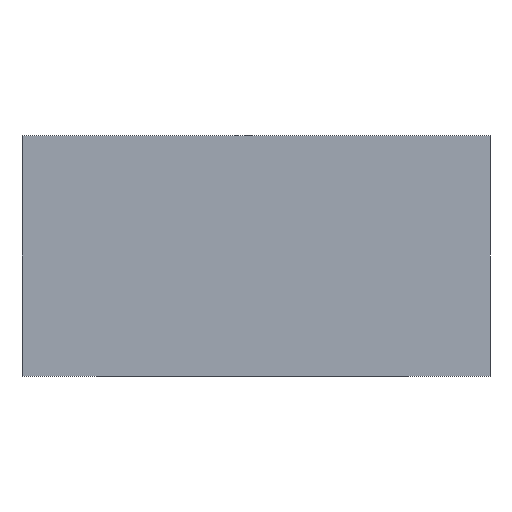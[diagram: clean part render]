
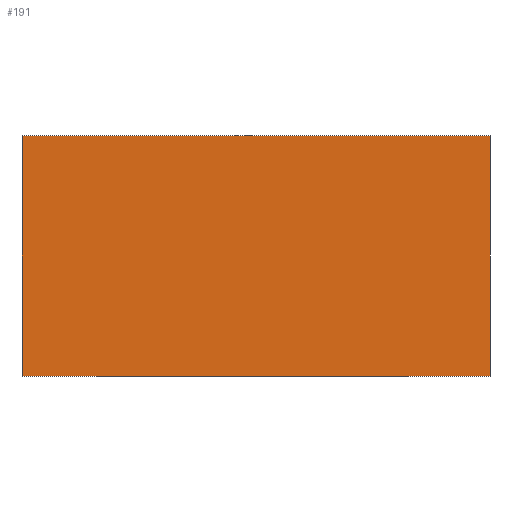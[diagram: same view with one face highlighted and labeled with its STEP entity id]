
A CAD part, left-side view. The second image highlights one B-rep face of the part: STEP entity #191.
In plain terms, the highlighted planar face has unit normal (-1, 0, 0).
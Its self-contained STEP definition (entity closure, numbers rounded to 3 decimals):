
#32=FACE_OUTER_BOUND('',#44,.T.);
#44=EDGE_LOOP('',(#158,#159,#160,#161));
#62=LINE('',#924,#80);
#63=LINE('',#927,#81);
#64=LINE('',#929,#82);
#65=LINE('',#930,#83);
#80=VECTOR('',#252,10.);
#81=VECTOR('',#255,10.);
#82=VECTOR('',#256,10.);
#83=VECTOR('',#257,10.);
#98=VERTEX_POINT('',#920);
#99=VERTEX_POINT('',#922);
#100=VERTEX_POINT('',#926);
#101=VERTEX_POINT('',#928);
#120=EDGE_CURVE('',#98,#99,#62,.T.);
#121=EDGE_CURVE('',#98,#100,#63,.T.);
#122=EDGE_CURVE('',#101,#99,#64,.T.);
#123=EDGE_CURVE('',#100,#101,#65,.T.);
#158=ORIENTED_EDGE('',*,*,#121,.F.);
#159=ORIENTED_EDGE('',*,*,#120,.T.);
#160=ORIENTED_EDGE('',*,*,#122,.F.);
#161=ORIENTED_EDGE('',*,*,#123,.F.);
#179=PLANE('',#218);
#191=ADVANCED_FACE('',(#32),#179,.T.);
#218=AXIS2_PLACEMENT_3D('',#925,#253,#254);
#252=DIRECTION('',(0.,0.,1.));
#253=DIRECTION('center_axis',(-1.,0.,0.));
#254=DIRECTION('ref_axis',(0.,-1.,0.));
#255=DIRECTION('',(0.,1.,0.));
#256=DIRECTION('',(0.,-1.,0.));
#257=DIRECTION('',(0.,0.,1.));
#920=CARTESIAN_POINT('',(-55.,0.,0.));
#922=CARTESIAN_POINT('',(-55.,0.,180.));
#924=CARTESIAN_POINT('',(-55.,0.,0.));
#925=CARTESIAN_POINT('Origin',(-55.,350.,0.));
#926=CARTESIAN_POINT('',(-55.,350.,0.));
#927=CARTESIAN_POINT('',(-55.,0.,0.));
#928=CARTESIAN_POINT('',(-55.,350.,180.));
#929=CARTESIAN_POINT('',(-55.,0.,180.));
#930=CARTESIAN_POINT('',(-55.,350.,0.));
